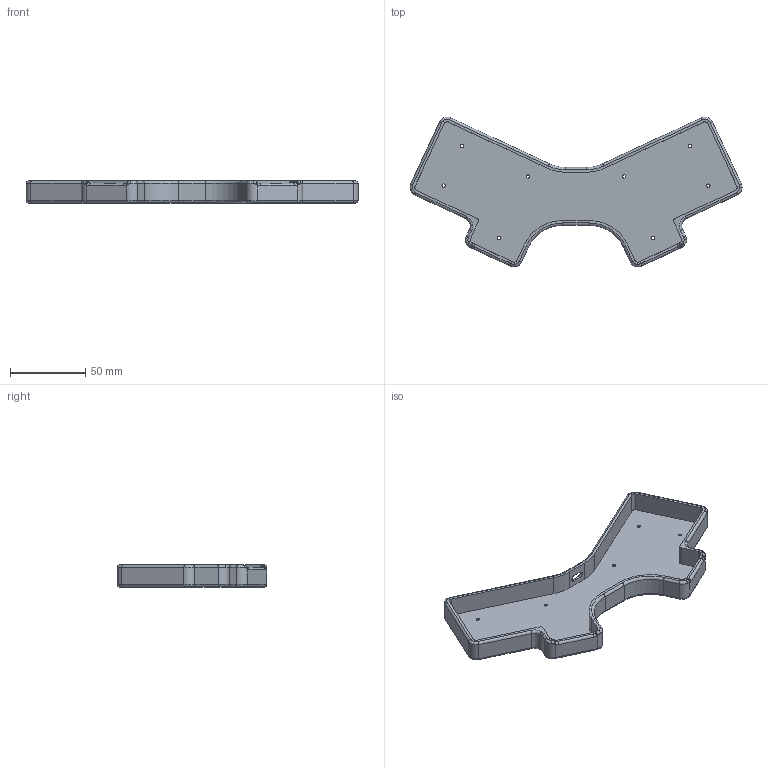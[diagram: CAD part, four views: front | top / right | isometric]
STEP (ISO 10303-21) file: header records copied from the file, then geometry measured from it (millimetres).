
FILE_DESCRIPTION(('HOOPS Exchange Step'),'2;1');
FILE_NAME('temp_export','2026-02-12T09:40:51-05:00',('jscotto'),('Shapr3D Limited'),'HOOPS Exchange 2025.9','Shapr3D','Authorized');
FILE_SCHEMA( ('AP242_MANAGED_MODEL_BASED_3D_ENGINEERING_MIM_LF {1 0 10303 442 1 1 4}') );
Length unit declared in the file: millimetre
Products named in the file (1): root
Bounding box: 220.14 x 99.37 x 14.6 mm (x, y, z)
Volume: 43660.1 mm3; surface area: 40409.2 mm2
Topology: 1 solids, 1 shells, 180 faces, 446 edges, 269 vertices
Faces by surface type: cylinder 76, torus 41, plane 39, bspline 24
Entity records: 7912 total; most frequent: CARTESIAN_POINT 3609, DIRECTION 912, ORIENTED_EDGE 892, EDGE_CURVE 446, AXIS2_PLACEMENT_3D 368, VERTEX_POINT 269, CIRCLE 210, EDGE_LOOP 199
